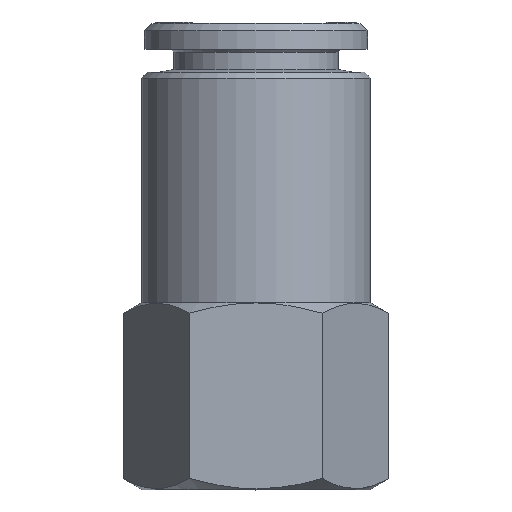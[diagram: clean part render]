
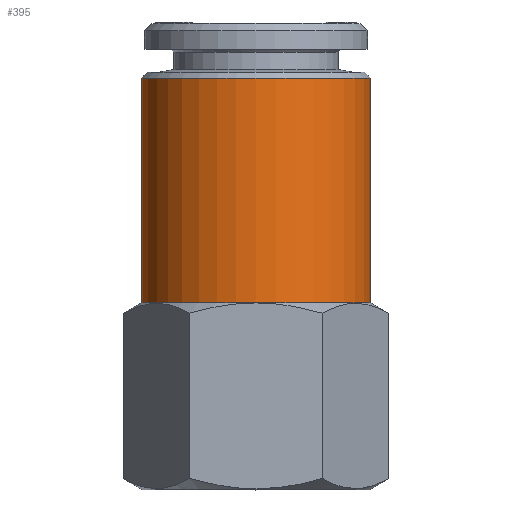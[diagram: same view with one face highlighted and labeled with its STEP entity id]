
A CAD part, top view. The second image highlights one B-rep face of the part: STEP entity #395.
In plain terms, the highlighted cylindrical face has radius 7.95 mm (diameter 15.9 mm), a full revolution.
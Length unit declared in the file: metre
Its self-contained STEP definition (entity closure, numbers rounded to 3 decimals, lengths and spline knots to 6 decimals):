
#395 = ADVANCED_FACE( 'NONE', ( #832, #833 ), #834, .T. );
#832 = FACE_OUTER_BOUND( '', #2573, .T. );
#833 = FACE_OUTER_BOUND( '', #2574, .T. );
#834 = CYLINDRICAL_SURFACE( '', #2575, 0.00795 );
#2573 = EDGE_LOOP( '', ( #3741 ) );
#2574 = EDGE_LOOP( '', ( #3742 ) );
#2575 = AXIS2_PLACEMENT_3D( '', #3743, #3744, #3745 );
#3741 = ORIENTED_EDGE( '', *, *, #4313, .F. );
#3742 = ORIENTED_EDGE( '', *, *, #4127, .T. );
#3743 = CARTESIAN_POINT( '', ( 0., -0.003305, 0. ) );
#3744 = DIRECTION( '', ( 0., 1., 0. ) );
#3745 = DIRECTION( '', ( 0., 0., -1. ) );
#4127 = EDGE_CURVE( 'NONE', #4750, #4750, #4751, .T. );
#4313 = EDGE_CURVE( 'NONE', #5008, #5008, #5009, .T. );
#4750 = VERTEX_POINT( '', #6445 );
#4751 = CIRCLE( '', #6446, 0.00795 );
#5008 = VERTEX_POINT( '', #7283 );
#5009 = CIRCLE( '', #7284, 0.00795 );
#6445 = CARTESIAN_POINT( '', ( 0., 0.0286, -0.00795 ) );
#6446 = AXIS2_PLACEMENT_3D( '', #7638, #7639, #7640 );
#7283 = CARTESIAN_POINT( '', ( 0., 0.013, -0.00795 ) );
#7284 = AXIS2_PLACEMENT_3D( '', #7738, #7739, #7740 );
#7638 = CARTESIAN_POINT( '', ( 0., 0.0286, 0. ) );
#7639 = DIRECTION( '', ( 0., -1., 0. ) );
#7640 = DIRECTION( '', ( 0., 0., -1. ) );
#7738 = CARTESIAN_POINT( '', ( 0., 0.013, 0. ) );
#7739 = DIRECTION( '', ( 0., -1., 0. ) );
#7740 = DIRECTION( '', ( 0., 0., -1. ) );
